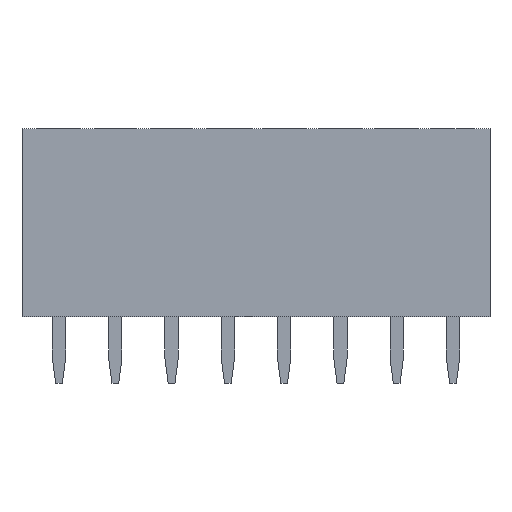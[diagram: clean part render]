
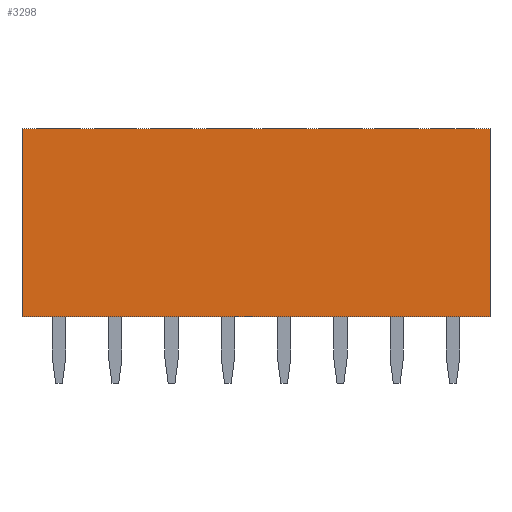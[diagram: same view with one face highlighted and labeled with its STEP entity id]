
A CAD part, front view. The second image highlights one B-rep face of the part: STEP entity #3298.
In plain terms, the highlighted planar face has unit normal (0, -1, 0).
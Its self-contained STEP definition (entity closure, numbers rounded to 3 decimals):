
#3298=ADVANCED_FACE('',(#5800),#5802,.T.);
#5800=FACE_BOUND('',#5801,.T.);
#5801=EDGE_LOOP('',(#7866,#7867,#7868,#7869));
#5802=PLANE('',#5803);
#5803=AXIS2_PLACEMENT_3D('',#5804,#5805,#5806);
#5804=CARTESIAN_POINT('',(19.45,-1.23,0.));
#5805=DIRECTION('',(0.,-1.,0.));
#5806=DIRECTION('',(0.,0.,1.));
#7866=ORIENTED_EDGE('',*,*,#8900,.T.);
#7867=ORIENTED_EDGE('',*,*,#8970,.T.);
#7868=ORIENTED_EDGE('',*,*,#8904,.F.);
#7869=ORIENTED_EDGE('',*,*,#8902,.F.);
#8900=EDGE_CURVE('',#10463,#10461,#10464,.T.);
#8902=EDGE_CURVE('',#10463,#10466,#10467,.T.);
#8904=EDGE_CURVE('',#10466,#10469,#10470,.T.);
#8970=EDGE_CURVE('',#10461,#10469,#10556,.T.);
#10461=VERTEX_POINT('',#13777);
#10463=VERTEX_POINT('',#13781);
#10464=LINE('',#13782,#13783);
#10466=VERTEX_POINT('',#13788);
#10467=LINE('',#13789,#13790);
#10469=VERTEX_POINT('',#13795);
#10470=LINE('',#13796,#13797);
#10556=LINE('',#14014,#14015);
#13777=CARTESIAN_POINT('',(19.45,-1.23,8.5));
#13781=CARTESIAN_POINT('',(19.45,-1.23,0.));
#13782=CARTESIAN_POINT('',(19.45,-1.23,0.));
#13783=VECTOR('',#13784,1.);
#13784=DIRECTION('',(0.,0.,1.));
#13788=CARTESIAN_POINT('',(-1.67,-1.23,0.));
#13789=CARTESIAN_POINT('',(19.45,-1.23,0.));
#13790=VECTOR('',#13791,1.);
#13791=DIRECTION('',(-1.,0.,0.));
#13795=CARTESIAN_POINT('',(-1.67,-1.23,8.5));
#13796=CARTESIAN_POINT('',(-1.67,-1.23,0.));
#13797=VECTOR('',#13798,1.);
#13798=DIRECTION('',(0.,0.,1.));
#14014=CARTESIAN_POINT('',(19.45,-1.23,8.5));
#14015=VECTOR('',#14016,1.);
#14016=DIRECTION('',(-1.,0.,0.));
